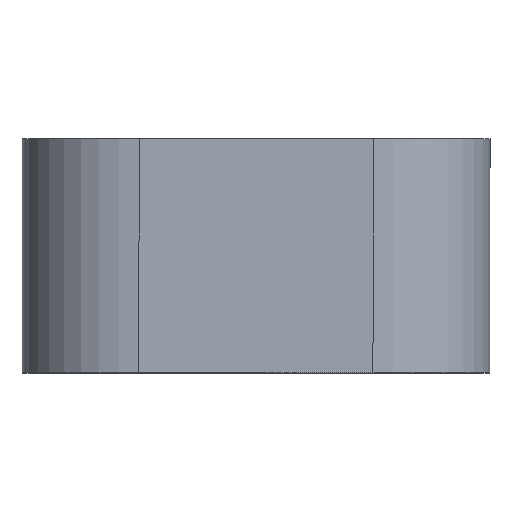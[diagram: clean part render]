
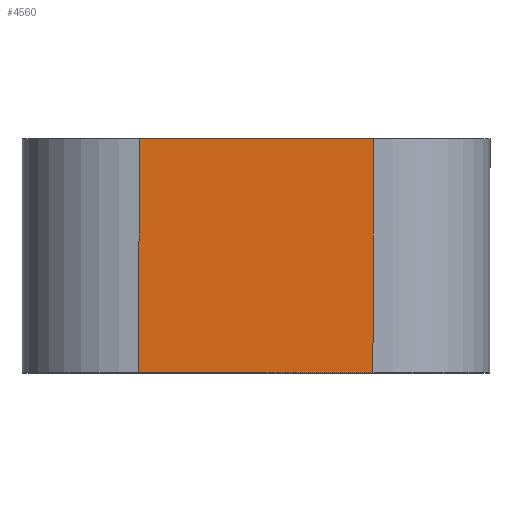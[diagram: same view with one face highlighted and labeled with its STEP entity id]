
A CAD part, top view. The second image highlights one B-rep face of the part: STEP entity #4560.
In plain terms, the highlighted planar face has unit normal (0, 0, 1).
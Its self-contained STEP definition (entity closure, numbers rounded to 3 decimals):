
#55=PLANE('',#4980);
#220=FACE_OUTER_BOUND('',#462,.T.);
#462=EDGE_LOOP('',(#3357,#3358,#3359,#3360));
#694=LINE('',#7123,#1082);
#777=LINE('',#7455,#1165);
#778=LINE('',#7457,#1166);
#779=LINE('',#7458,#1167);
#1082=VECTOR('',#5624,10.);
#1165=VECTOR('',#5971,10.);
#1166=VECTOR('',#5972,10.);
#1167=VECTOR('',#5973,10.);
#1823=VERTEX_POINT('',#7121);
#1824=VERTEX_POINT('',#7122);
#1941=VERTEX_POINT('',#7454);
#1942=VERTEX_POINT('',#7456);
#2340=EDGE_CURVE('',#1823,#1824,#694,.T.);
#2503=EDGE_CURVE('',#1941,#1823,#777,.T.);
#2504=EDGE_CURVE('',#1942,#1941,#778,.T.);
#2505=EDGE_CURVE('',#1824,#1942,#779,.T.);
#3357=ORIENTED_EDGE('',*,*,#2503,.F.);
#3358=ORIENTED_EDGE('',*,*,#2504,.F.);
#3359=ORIENTED_EDGE('',*,*,#2505,.F.);
#3360=ORIENTED_EDGE('',*,*,#2340,.F.);
#4560=ADVANCED_FACE('',(#220),#55,.T.);
#4980=AXIS2_PLACEMENT_3D('',#7453,#5969,#5970);
#5624=DIRECTION('',(0.,-1.,0.));
#5969=DIRECTION('center_axis',(0.,0.,
1.));
#5970=DIRECTION('ref_axis',(1.,0.,0.));
#5971=DIRECTION('',(1.,0.,0.));
#5972=DIRECTION('',(0.,1.,0.));
#5973=DIRECTION('',(-1.,0.,0.));
#7121=CARTESIAN_POINT('',(0.,5.,15.));
#7122=CARTESIAN_POINT('',(0.,-5.,15.));
#7123=CARTESIAN_POINT('',(0.,0.,15.));
#7453=CARTESIAN_POINT('Origin',(-10.,0.,
15.));
#7454=CARTESIAN_POINT('',(-10.,5.,15.));
#7455=CARTESIAN_POINT('',(-10.,5.,15.));
#7456=CARTESIAN_POINT('',(-10.,-5.,15.));
#7457=CARTESIAN_POINT('',(-10.,0.,15.));
#7458=CARTESIAN_POINT('',(0.,-5.,15.));
